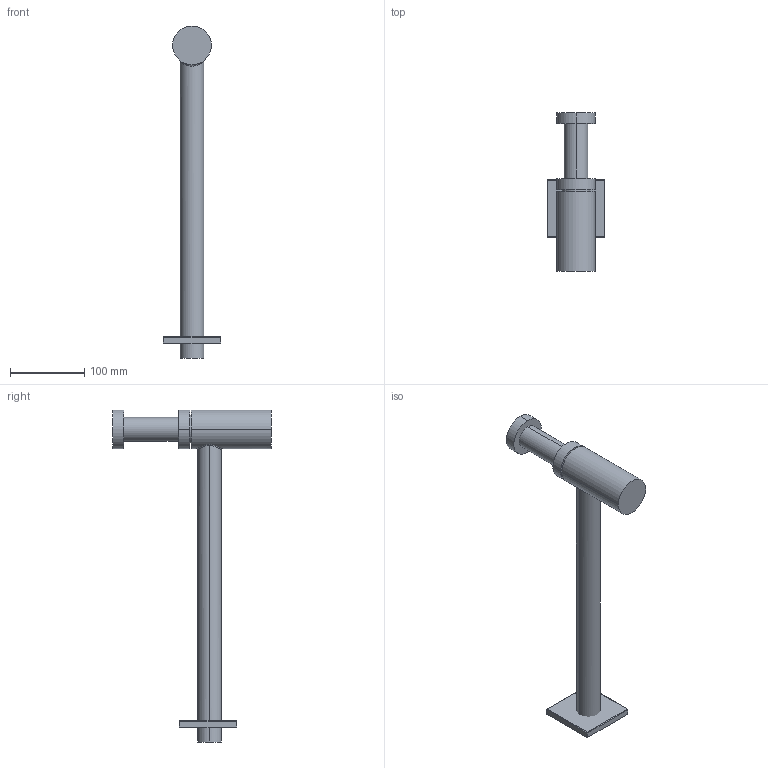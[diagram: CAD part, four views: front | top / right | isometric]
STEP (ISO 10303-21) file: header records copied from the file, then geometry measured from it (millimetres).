
FILE_DESCRIPTION (( 'STEP AP214' ), '1' );
FILE_NAME ('10060780.STEP', '2017-07-10T06:37:41', ( '' ), ( '' ), 'SwSTEP 2.0', 'SolidWorks 2014', '' );
FILE_SCHEMA (( 'AUTOMOTIVE_DESIGN' ));
Length unit declared in the file: millimetre
Products named in the file (4): Planungsmodell_Abdeckung-+-33.543.780-01_ _K10_77,5x8,3x77,5; Planungsmodell_Geruchsverschluss-+-10.060.780-01_ _K1_420x168; Planungsmodell_Rohr-+-10.060.780-02_ _K1_D52x14,5_D32x91; 10060780
Assembly tree (3 placements, depth 2):
  10060780
    Planungsmodell_Rohr-+-10.060.780-02_ _K1_D52x14,5_D32x91
    Planungsmodell_Geruchsverschluss-+-10.060.780-01_ _K1_420x168
    Planungsmodell_Abdeckung-+-33.543.780-01_ _K10_77,5x8,3x77,5
Bounding box: 77.5 x 213 x 446 mm (x, y, z)
Volume: 734171.7 mm3; surface area: 96498.3 mm2
Topology: 3 solids, 3 shells, 40 faces, 82 edges, 48 vertices
Faces by surface type: cylinder 20, plane 14, sphere 4, bspline 2
Entity records: 1857 total; most frequent: CARTESIAN_POINT 748, DIRECTION 200, ORIENTED_EDGE 156, AXIS2_PLACEMENT_3D 84, EDGE_CURVE 78, VERTEX_POINT 48, EDGE_LOOP 44, CIRCLE 40
